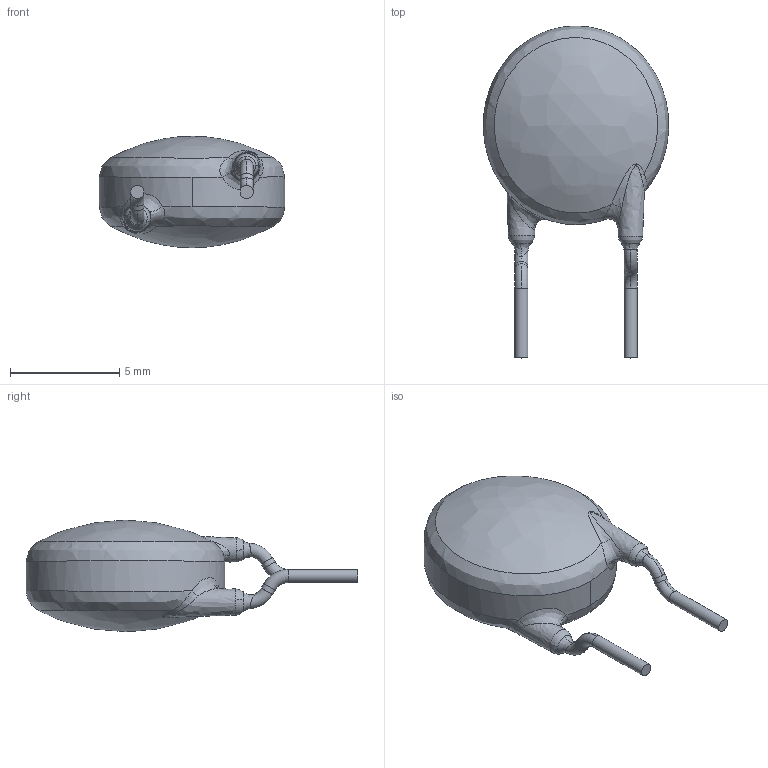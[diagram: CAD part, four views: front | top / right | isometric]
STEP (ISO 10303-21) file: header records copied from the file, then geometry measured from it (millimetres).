
FILE_DESCRIPTION(('FreeCAD Model'),'2;1');
FILE_NAME('Open CASCADE Shape Model','2024-09-24T23:51:56',('Author'),( ''),'Open CASCADE STEP processor 7.6','FreeCAD','Unknown');
FILE_SCHEMA(('AUTOMOTIVE_DESIGN { 1 0 10303 214 1 1 1 1 }'));
Length unit declared in the file: millimetre
Products named in the file (1): Body
Bounding box: 8.49 x 15.21 x 5.1 mm (x, y, z)
Volume: 238.8 mm3; surface area: 229.4 mm2
Topology: 1 solids, 1 shells, 38 faces, 98 edges, 62 vertices
Faces by surface type: bspline 24, torus 8, cylinder 4, plane 2
Full cylindrical faces by diameter (mm): 0.6 x4
Entity records: 2880 total; most frequent: CARTESIAN_POINT 2109, ORIENTED_EDGE 196, DIRECTION 108, EDGE_CURVE 98, VERTEX_POINT 62, B_SPLINE_CURVE_WITH_KNOTS 58, AXIS2_PLACEMENT_3D 53, ADVANCED_FACE 38
